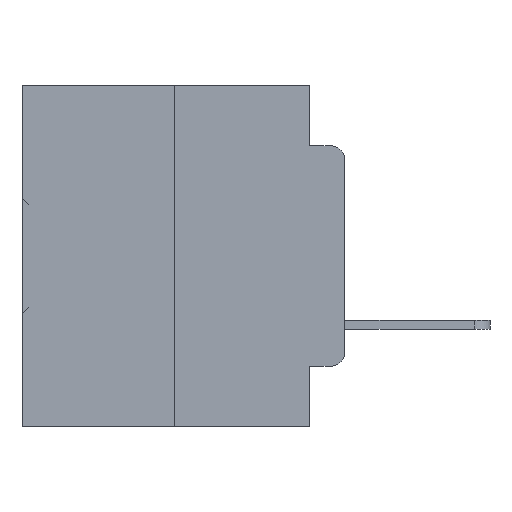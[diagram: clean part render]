
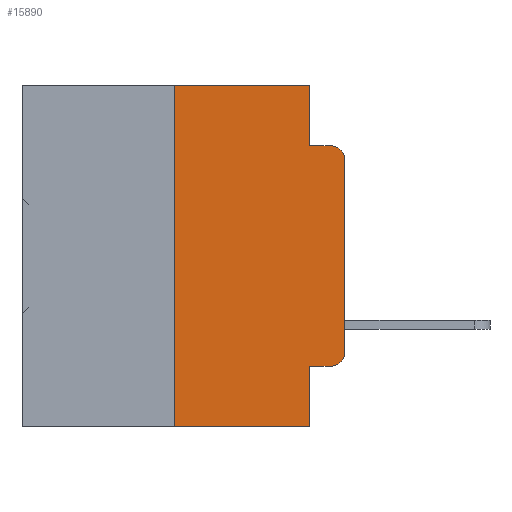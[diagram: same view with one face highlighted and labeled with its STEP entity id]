
A CAD part, left-side view. The second image highlights one B-rep face of the part: STEP entity #15890.
In plain terms, the highlighted planar face has unit normal (-1, 0, 0).
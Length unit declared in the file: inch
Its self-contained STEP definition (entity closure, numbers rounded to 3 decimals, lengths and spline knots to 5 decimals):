
#436 = DIRECTION ( 'NONE',  ( 1., 0., 0. ) ) ;
#462 = LINE ( 'NONE', #20131, #8383 ) ;
#784 = CIRCLE ( 'NONE', #20576, 0.02 ) ;
#1467 = CARTESIAN_POINT ( 'NONE',  ( 0., 0.051, -0.4115 ) ) ;
#1495 = DIRECTION ( 'NONE',  ( 0., 0., -1. ) ) ;
#1620 = VERTEX_POINT ( 'NONE', #31020 ) ;
#1915 = ORIENTED_EDGE ( 'NONE', *, *, #22023, .F. ) ;
#1982 = ORIENTED_EDGE ( 'NONE', *, *, #21455, .T. ) ;
#2809 = DIRECTION ( 'NONE',  ( 0., 0., 1. ) ) ;
#3395 = EDGE_CURVE ( 'NONE', #20236, #10911, #6930, .T. ) ;
#3754 = CARTESIAN_POINT ( 'NONE',  ( 0., 0.25, 0. ) ) ;
#3765 = AXIS2_PLACEMENT_3D ( 'NONE', #28232, #11278, #30982 ) ;
#4083 = LINE ( 'NONE', #33803, #12684 ) ;
#5053 = LINE ( 'NONE', #15421, #33306 ) ;
#6565 = EDGE_CURVE ( 'NONE', #29301, #8863, #5053, .T. ) ;
#6574 = ORIENTED_EDGE ( 'NONE', *, *, #6565, .F. ) ;
#6834 = VERTEX_POINT ( 'NONE', #22316 ) ;
#6930 = LINE ( 'NONE', #1467, #21258 ) ;
#8383 = VECTOR ( 'NONE', #2809, 39.37008 ) ;
#8552 = VERTEX_POINT ( 'NONE', #36062 ) ;
#8863 = VERTEX_POINT ( 'NONE', #34882 ) ;
#9431 = VECTOR ( 'NONE', #18993, 39.37008 ) ;
#10730 = DIRECTION ( 'NONE',  ( 0., 0., -1. ) ) ;
#10815 = DIRECTION ( 'NONE',  ( 0., 0., 1. ) ) ;
#10911 = VERTEX_POINT ( 'NONE', #20527 ) ;
#11055 = ORIENTED_EDGE ( 'NONE', *, *, #13456, .T. ) ;
#11278 = DIRECTION ( 'NONE',  ( -1., 0., 0. ) ) ;
#11878 = DIRECTION ( 'NONE',  ( 0., -1., 0. ) ) ;
#12684 = VECTOR ( 'NONE', #22737, 39.37008 ) ;
#12887 = ORIENTED_EDGE ( 'NONE', *, *, #24157, .T. ) ;
#13456 = EDGE_CURVE ( 'NONE', #1620, #15575, #462, .T. ) ;
#13499 = CARTESIAN_POINT ( 'NONE',  ( 0., 0.051, -0.5 ) ) ;
#13968 = EDGE_CURVE ( 'NONE', #31771, #29301, #29641, .T. ) ;
#14254 = ORIENTED_EDGE ( 'NONE', *, *, #13968, .F. ) ;
#14709 = VECTOR ( 'NONE', #10815, 39.37008 ) ;
#15421 = CARTESIAN_POINT ( 'NONE',  ( 0., 0.473, 0. ) ) ;
#15575 = VERTEX_POINT ( 'NONE', #21984 ) ;
#15890 = ADVANCED_FACE ( 'NONE', ( #27782 ), #17913, .F. ) ;
#16114 = CARTESIAN_POINT ( 'NONE',  ( 0., 0.051, -0.0885 ) ) ;
#16288 = LINE ( 'NONE', #35699, #22916 ) ;
#17913 = PLANE ( 'NONE',  #32305 ) ;
#18169 = CARTESIAN_POINT ( 'NONE',  ( 0., 0.051, -0.4115 ) ) ;
#18186 = CARTESIAN_POINT ( 'NONE',  ( 0., 0.25, -0.5 ) ) ;
#18472 = DIRECTION ( 'NONE',  ( 0., 0., -1. ) ) ;
#18499 = LINE ( 'NONE', #21304, #32418 ) ;
#18896 = DIRECTION ( 'NONE',  ( -1., 0., 0. ) ) ;
#18993 = DIRECTION ( 'NONE',  ( 0., -1., 0. ) ) ;
#19241 = EDGE_CURVE ( 'NONE', #8863, #8552, #16288, .T. ) ;
#19352 = CARTESIAN_POINT ( 'NONE',  ( 0., 0.25, 0. ) ) ;
#20131 = CARTESIAN_POINT ( 'NONE',  ( 0., 0., 0. ) ) ;
#20236 = VERTEX_POINT ( 'NONE', #18169 ) ;
#20470 = VERTEX_POINT ( 'NONE', #13499 ) ;
#20527 = CARTESIAN_POINT ( 'NONE',  ( 0., 0.02, -0.4115 ) ) ;
#20576 = AXIS2_PLACEMENT_3D ( 'NONE', #35350, #18896, #1495 ) ;
#20752 = DIRECTION ( 'NONE',  ( 0., 0., -1. ) ) ;
#21258 = VECTOR ( 'NONE', #11878, 39.37008 ) ;
#21304 = CARTESIAN_POINT ( 'NONE',  ( 0., 0.051, 0. ) ) ;
#21455 = EDGE_CURVE ( 'NONE', #10911, #1620, #784, .T. ) ;
#21984 = CARTESIAN_POINT ( 'NONE',  ( 0., 0., -0.1085 ) ) ;
#22023 = EDGE_CURVE ( 'NONE', #20236, #20470, #18499, .T. ) ;
#22316 = CARTESIAN_POINT ( 'NONE',  ( 0., 0.02, -0.0885 ) ) ;
#22737 = DIRECTION ( 'NONE',  ( 0., -1., 0. ) ) ;
#22916 = VECTOR ( 'NONE', #10730, 39.37008 ) ;
#23816 = DIRECTION ( 'NONE',  ( 0., -1., 0. ) ) ;
#24157 = EDGE_CURVE ( 'NONE', #31771, #20470, #4083, .T. ) ;
#24605 = LINE ( 'NONE', #16114, #9431 ) ;
#25393 = ORIENTED_EDGE ( 'NONE', *, *, #3395, .T. ) ;
#25755 = ORIENTED_EDGE ( 'NONE', *, *, #27222, .F. ) ;
#27222 = EDGE_CURVE ( 'NONE', #8552, #6834, #24605, .T. ) ;
#27782 = FACE_OUTER_BOUND ( 'NONE', #27867, .T. ) ;
#27867 = EDGE_LOOP ( 'NONE', ( #11055, #28307, #25755, #31806, #6574, #14254, #12887, #1915, #25393, #1982 ) ) ;
#28232 = CARTESIAN_POINT ( 'NONE',  ( 0., 0.02, -0.1085 ) ) ;
#28307 = ORIENTED_EDGE ( 'NONE', *, *, #30419, .T. ) ;
#29028 = CARTESIAN_POINT ( 'NONE',  ( 0., 0.473, 0. ) ) ;
#29301 = VERTEX_POINT ( 'NONE', #3754 ) ;
#29641 = LINE ( 'NONE', #19352, #14709 ) ;
#29928 = CIRCLE ( 'NONE', #3765, 0.02 ) ;
#30419 = EDGE_CURVE ( 'NONE', #15575, #6834, #29928, .T. ) ;
#30982 = DIRECTION ( 'NONE',  ( 0., 0., -1. ) ) ;
#31020 = CARTESIAN_POINT ( 'NONE',  ( 0., 0., -0.3915 ) ) ;
#31771 = VERTEX_POINT ( 'NONE', #18186 ) ;
#31806 = ORIENTED_EDGE ( 'NONE', *, *, #19241, .F. ) ;
#32305 = AXIS2_PLACEMENT_3D ( 'NONE', #29028, #436, #20752 ) ;
#32418 = VECTOR ( 'NONE', #18472, 39.37008 ) ;
#33306 = VECTOR ( 'NONE', #23816, 39.37008 ) ;
#33803 = CARTESIAN_POINT ( 'NONE',  ( 0., 0.473, -0.5 ) ) ;
#34882 = CARTESIAN_POINT ( 'NONE',  ( 0., 0.051, 0. ) ) ;
#35350 = CARTESIAN_POINT ( 'NONE',  ( 0., 0.02, -0.3915 ) ) ;
#35699 = CARTESIAN_POINT ( 'NONE',  ( 0., 0.051, 0. ) ) ;
#36062 = CARTESIAN_POINT ( 'NONE',  ( 0., 0.051, -0.0885 ) ) ;
